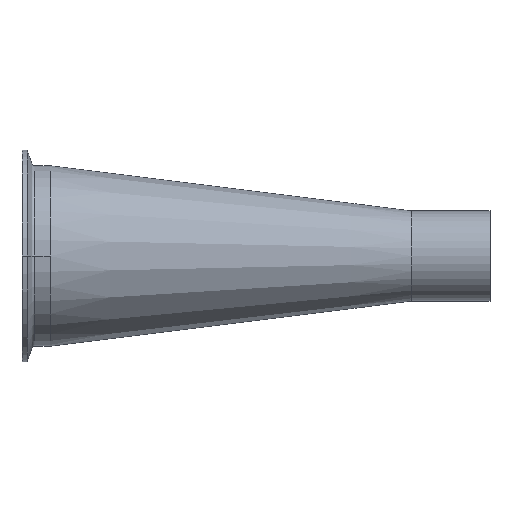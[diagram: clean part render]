
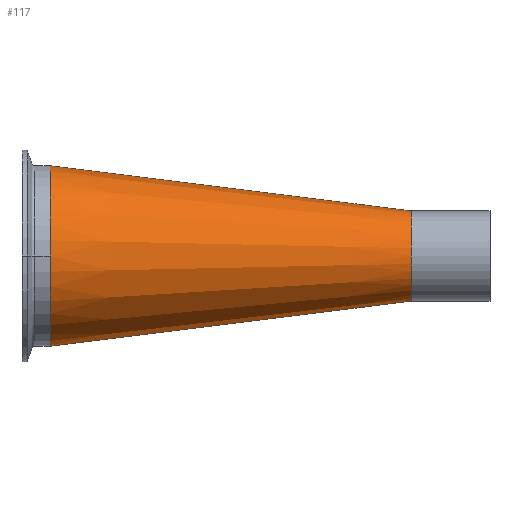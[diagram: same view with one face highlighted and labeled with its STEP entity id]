
A CAD part, left-side view. The second image highlights one B-rep face of the part: STEP entity #117.
In plain terms, the highlighted conical face has half-angle 7.125 degrees and reference radius 25.4 mm.
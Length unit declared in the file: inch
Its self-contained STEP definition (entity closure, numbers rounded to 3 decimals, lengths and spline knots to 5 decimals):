
#29 = VECTOR ( 'NONE', #471, 39.37008 ) ;
#50 = CONICAL_SURFACE ( 'NONE', #271, 1., 0.124 ) ;
#73 = ORIENTED_EDGE ( 'NONE', *, *, #1005, .F. ) ;
#117 = ADVANCED_FACE ( 'NONE', ( #844 ), #50, .T. ) ;
#129 = CARTESIAN_POINT ( 'NONE',  ( 0., 8., 2. ) ) ;
#136 = DIRECTION ( 'NONE',  ( 0., 1., 0. ) ) ;
#243 = CARTESIAN_POINT ( 'NONE',  ( 0., 0., -1. ) ) ;
#246 = LINE ( 'NONE', #243, #302 ) ;
#248 = DIRECTION ( 'NONE',  ( 0., 0.992, -0.124 ) ) ;
#270 = AXIS2_PLACEMENT_3D ( 'NONE', #411, #840, #342 ) ;
#271 = AXIS2_PLACEMENT_3D ( 'NONE', #648, #136, #387 ) ;
#272 = ORIENTED_EDGE ( 'NONE', *, *, #874, .T. ) ;
#275 = LINE ( 'NONE', #548, #29 ) ;
#302 = VECTOR ( 'NONE', #248, 39.37008 ) ;
#342 = DIRECTION ( 'NONE',  ( 0., 0., -1. ) ) ;
#355 = DIRECTION ( 'NONE',  ( 0., 0., 1. ) ) ;
#372 = DIRECTION ( 'NONE',  ( 0., 1., 0. ) ) ;
#387 = DIRECTION ( 'NONE',  ( 0., 0., 1. ) ) ;
#403 = VERTEX_POINT ( 'NONE', #129 ) ;
#411 = CARTESIAN_POINT ( 'NONE',  ( 0., 0., 0. ) ) ;
#471 = DIRECTION ( 'NONE',  ( 0., 0.992, 0.124 ) ) ;
#487 = CIRCLE ( 'NONE', #1022, 2. ) ;
#507 = CARTESIAN_POINT ( 'NONE',  ( 0., 0., -1. ) ) ;
#524 = CARTESIAN_POINT ( 'NONE',  ( 0., 0., 1. ) ) ;
#548 = CARTESIAN_POINT ( 'NONE',  ( 0., 0., 1. ) ) ;
#551 = VERTEX_POINT ( 'NONE', #507 ) ;
#648 = CARTESIAN_POINT ( 'NONE',  ( 0., 0., 0. ) ) ;
#688 = CARTESIAN_POINT ( 'NONE',  ( 0., 8., -2. ) ) ;
#698 = EDGE_LOOP ( 'NONE', ( #819, #73, #272, #760 ) ) ;
#742 = VERTEX_POINT ( 'NONE', #688 ) ;
#760 = ORIENTED_EDGE ( 'NONE', *, *, #801, .F. ) ;
#801 = EDGE_CURVE ( 'NONE', #742, #403, #487, .T. ) ;
#819 = ORIENTED_EDGE ( 'NONE', *, *, #972, .F. ) ;
#840 = DIRECTION ( 'NONE',  ( 0., -1., 0. ) ) ;
#844 = FACE_OUTER_BOUND ( 'NONE', #698, .T. ) ;
#874 = EDGE_CURVE ( 'NONE', #1081, #403, #275, .T. ) ;
#933 = CIRCLE ( 'NONE', #270, 1. ) ;
#972 = EDGE_CURVE ( 'NONE', #551, #742, #246, .T. ) ;
#1005 = EDGE_CURVE ( 'NONE', #1081, #551, #933, .T. ) ;
#1021 = CARTESIAN_POINT ( 'NONE',  ( 0., 8., 0. ) ) ;
#1022 = AXIS2_PLACEMENT_3D ( 'NONE', #1021, #372, #355 ) ;
#1081 = VERTEX_POINT ( 'NONE', #524 ) ;
